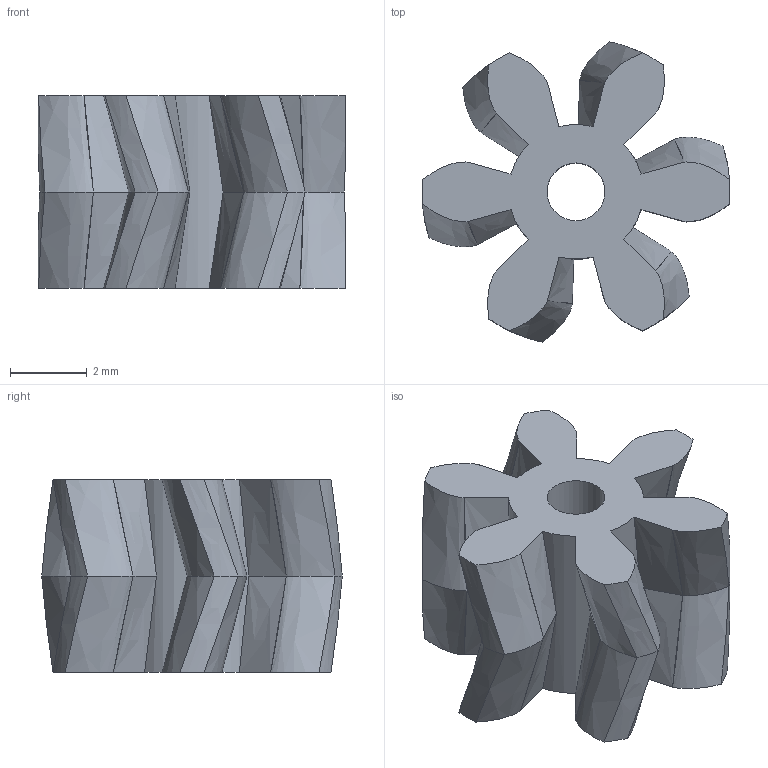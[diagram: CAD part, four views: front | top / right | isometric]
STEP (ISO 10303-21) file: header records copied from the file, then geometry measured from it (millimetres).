
FILE_DESCRIPTION(/* description */ (''),/* implementation_level */ '2;1');
FILE_NAME(/* name */ 'fuck2.step',/* time_stamp */ '2022-03-09T22:52:46+08:00',/* author */ (''),/* organization */ (''),/* preprocessor_version */ 'ST-DEVELOPER v18.1',/* originating_system */ 'Autodesk Translation Framework v10.13.0.1454',/* authorisation */ '');
FILE_SCHEMA (('AUTOMOTIVE_DESIGN { 1 0 10303 214 3 1 1 }'));
Length unit declared in the file: millimetre
Products named in the file (1): FusionComponent
Bounding box: 8 x 7.8 x 5 mm (x, y, z)
Volume: 124 mm3; surface area: 270.4 mm2
Topology: 1 solids, 1 shells, 93 faces, 237 edges, 146 vertices
Faces by surface type: bspline 84, cylinder 7, plane 2
Full cylindrical faces by diameter (mm): 1.5 x1
Entity records: 12960 total; most frequent: CARTESIAN_POINT 11325, ORIENTED_EDGE 474, EDGE_CURVE 237, VERTEX_POINT 146, DIRECTION 121, B_SPLINE_CURVE_WITH_KNOTS 96, EDGE_LOOP 95, FACE_OUTER_BOUND 93
